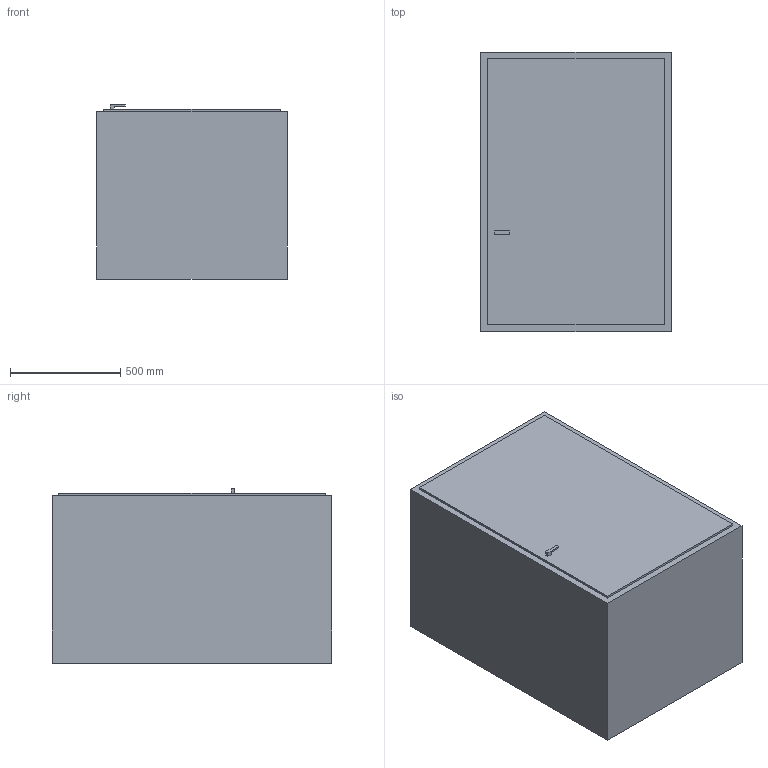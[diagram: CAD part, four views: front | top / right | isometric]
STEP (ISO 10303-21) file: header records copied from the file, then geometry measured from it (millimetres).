
FILE_DESCRIPTION(/* description */ (''),/* implementation_level */ '2;1');
FILE_NAME(/* name */ 'enclosureNode.stp',/* time_stamp */ '2016-07-14T15:52:51-07:00',/* author */ ('Zuhra Abdurashidova'),/* organization */ (''),/* preprocessor_version */ 'ST-DEVELOPER v16.5',/* originating_system */ 'Autodesk Inventor 2017',/* authorisation */ '');
FILE_SCHEMA (('AUTOMOTIVE_DESIGN { 1 0 10303 214 3 1 1 }'));
Length unit declared in the file: millimetre
Products named in the file (1): enclosureNode
Bounding box: 864 x 1270 x 792 mm (x, y, z)
Volume: 162932858.9 mm3; surface area: 10263904 mm2
Topology: 1 solids, 2 shells, 26 faces, 59 edges, 39 vertices
Faces by surface type: plane 26
Entity records: 743 total; most frequent: CARTESIAN_POINT 125, ORIENTED_EDGE 118, DIRECTION 113, LINE 59, VECTOR 59, EDGE_CURVE 59, VERTEX_POINT 39, EDGE_LOOP 28
